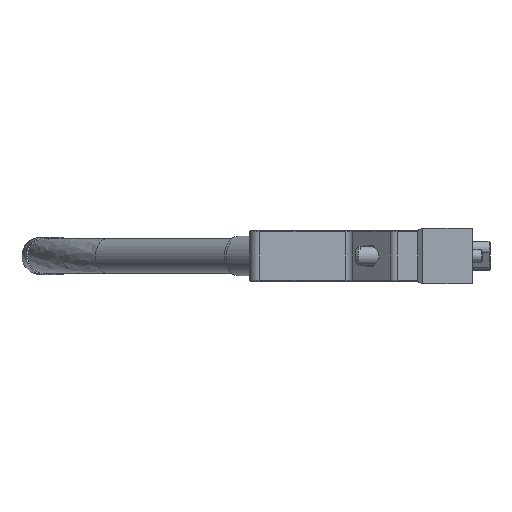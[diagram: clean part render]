
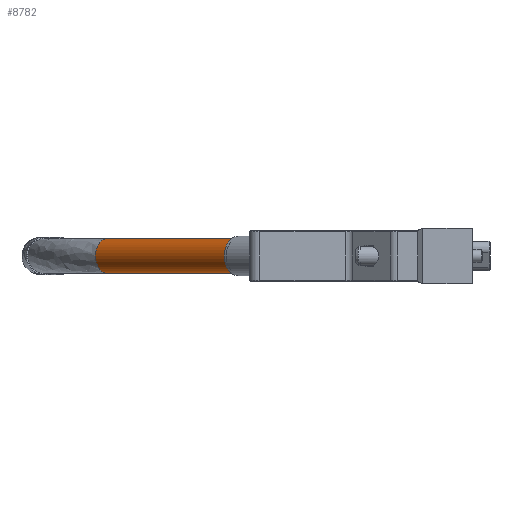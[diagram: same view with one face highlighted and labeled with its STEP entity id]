
A CAD part, left-side view. The second image highlights one B-rep face of the part: STEP entity #8782.
In plain terms, the highlighted cylindrical face has radius 3.5 mm (diameter 7 mm), a full revolution.
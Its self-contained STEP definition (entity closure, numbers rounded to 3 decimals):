
#8782=ADVANCED_FACE('',(#10633,#10634),#10426,.T.);
#10426=CYLINDRICAL_SURFACE('',#27739,3.5);
#10633=FACE_BOUND('',#11200,.T.);
#10634=FACE_BOUND('',#11201,.T.);
#11200=EDGE_LOOP('',(#13171));
#11201=EDGE_LOOP('',(#13172));
#13171=ORIENTED_EDGE('',*,*,#23317,.F.);
#13172=ORIENTED_EDGE('',*,*,#23318,.F.);
#20801=VERTEX_POINT('',#36140);
#20802=VERTEX_POINT('',#36142);
#23317=EDGE_CURVE('',#20801,#20801,#27132,.T.);
#23318=EDGE_CURVE('',#20802,#20802,#27133,.T.);
#27132=CIRCLE('',#27737,3.5);
#27133=CIRCLE('',#27738,3.5);
#27737=AXIS2_PLACEMENT_3D('',#36139,#29706,#29707);
#27738=AXIS2_PLACEMENT_3D('',#36141,#29708,#29709);
#27739=AXIS2_PLACEMENT_3D('',#36143,#29710,#29711);
#29706=DIRECTION('',(-0.707,-0.707,0.));
#29707=DIRECTION('',(-0.707,0.707,0.));
#29708=DIRECTION('',(0.707,0.707,0.));
#29709=DIRECTION('',(-0.707,0.707,0.));
#29710=DIRECTION('',(-0.707,-0.707,0.));
#29711=DIRECTION('',(0.707,-0.707,0.));
#36139=CARTESIAN_POINT('',(31.268,46.824,0.));
#36140=CARTESIAN_POINT('',(28.793,49.299,0.));
#36141=CARTESIAN_POINT('',(57.431,72.987,0.));
#36142=CARTESIAN_POINT('',(54.956,75.462,0.));
#36143=CARTESIAN_POINT('',(87.836,103.393,0.));
